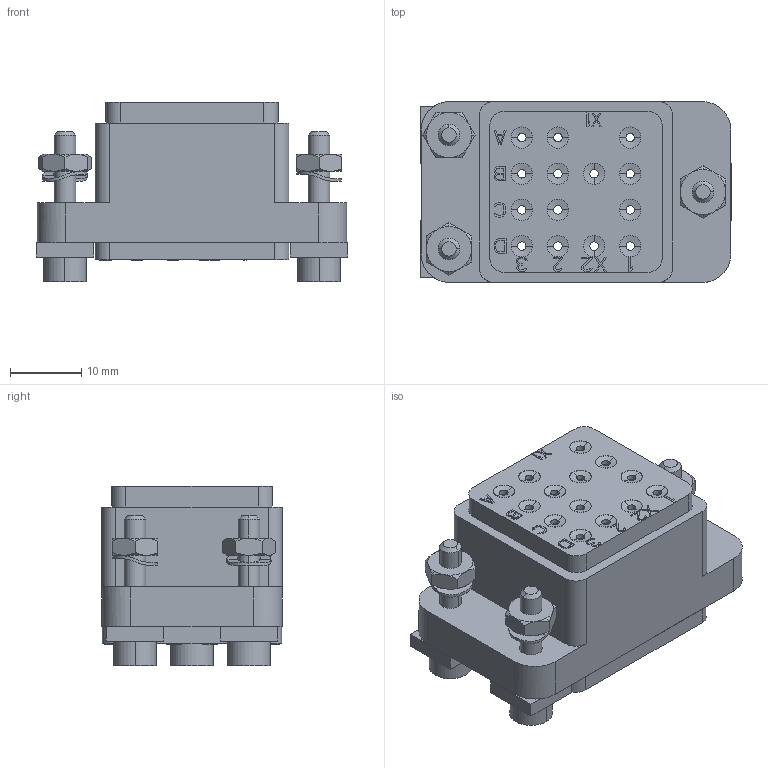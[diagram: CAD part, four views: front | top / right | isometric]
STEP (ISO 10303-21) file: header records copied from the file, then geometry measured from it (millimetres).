
FILE_DESCRIPTION((''),'2;1');
FILE_NAME('00156030410','2020-09-30T',('presta_be4'),(''),'CREO PARAMETRIC BY PTC INC, 2018360','CREO PARAMETRIC BY PTC INC, 2018360','');
FILE_SCHEMA(('CONFIG_CONTROL_DESIGN'));
Products named in the file (1): 00156030410
Bounding box: 43.73 x 25.4 x 25.28 mm (x, y, z)
Volume: 15661.4 mm3; surface area: 12661.9 mm2
Topology: 4 solids, 4 shells, 1891 faces, 4808 edges, 3083 vertices
Faces by surface type: plane 1027, cylinder 503, cone 249, torus 56, bspline 56
Entity records: 67818 total; most frequent: CARTESIAN_POINT 21648, ORIENTED_EDGE 9604, DIRECTION 9540, EDGE_CURVE 4802, AXIS2_PLACEMENT_3D 3269, VERTEX_POINT 3083, VECTOR 3002, LINE 3002
